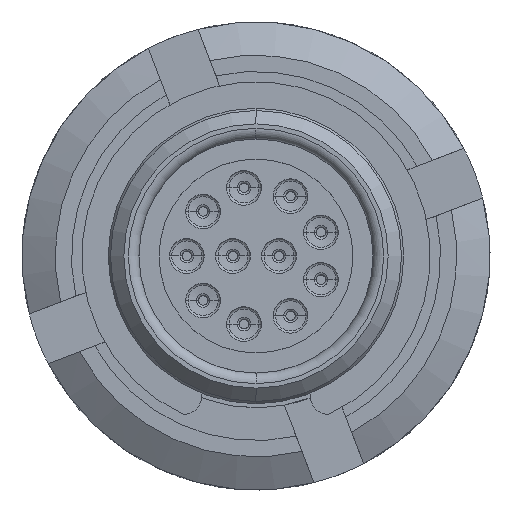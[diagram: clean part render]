
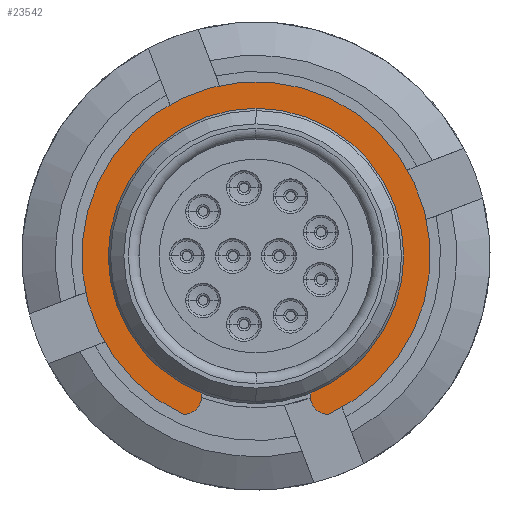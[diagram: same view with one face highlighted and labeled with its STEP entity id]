
A CAD part, left-side view. The second image highlights one B-rep face of the part: STEP entity #23542.
In plain terms, the highlighted planar face has unit normal (-1, 0, 0).
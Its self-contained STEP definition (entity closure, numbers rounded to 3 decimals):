
#587 = EDGE_CURVE ( 'NONE', #44862, #36648, #22621, .T. ) ;
#2184 = CIRCLE ( 'NONE', #9316, 0.688 ) ;
#4390 = CARTESIAN_POINT ( 'NONE',  ( 10.412, 2.731, -5.269 ) ) ;
#4892 = ORIENTED_EDGE ( 'NONE', *, *, #24183, .F. ) ;
#7741 = DIRECTION ( 'NONE',  ( 1., 0., 0. ) ) ;
#7987 = AXIS2_PLACEMENT_3D ( 'NONE', #29718, #7741, #33408 ) ;
#8067 = DIRECTION ( 'NONE',  ( 0., 0., -1. ) ) ;
#9175 = CARTESIAN_POINT ( 'NONE',  ( 10.412, -2.73, -4.582 ) ) ;
#9316 = AXIS2_PLACEMENT_3D ( 'NONE', #4390, #30064, #8067 ) ;
#10222 = ORIENTED_EDGE ( 'NONE', *, *, #587, .T. ) ;
#10550 = EDGE_LOOP ( 'NONE', ( #47079, #4892, #10222, #35239 ) ) ;
#10717 = DIRECTION ( 'NONE',  ( 1., 0., 0. ) ) ;
#12915 = DIRECTION ( 'NONE',  ( 1., 0., 0. ) ) ;
#14225 = PLANE ( 'NONE',  #28641 ) ;
#17107 = AXIS2_PLACEMENT_3D ( 'NONE', #17430, #43131, #21118 ) ;
#17234 = EDGE_CURVE ( 'NONE', #25634, #36648, #34615, .T. ) ;
#17430 = CARTESIAN_POINT ( 'NONE',  ( 10.412, 0., 0. ) ) ;
#21118 = DIRECTION ( 'NONE',  ( 0., 0., -1. ) ) ;
#21662 = CARTESIAN_POINT ( 'NONE',  ( 10.412, 2.731, -5.957 ) ) ;
#22621 = CIRCLE ( 'NONE', #17107, 5.334 ) ;
#23542 = ADVANCED_FACE ( 'NONE', ( #47165 ), #14225, .F. ) ;
#24183 = EDGE_CURVE ( 'NONE', #44862, #40071, #2184, .T. ) ;
#25634 = VERTEX_POINT ( 'NONE', #47053 ) ;
#27192 = CARTESIAN_POINT ( 'NONE',  ( 10.412, 2.731, -4.582 ) ) ;
#28641 = AXIS2_PLACEMENT_3D ( 'NONE', #32681, #10717, #36388 ) ;
#29718 = CARTESIAN_POINT ( 'NONE',  ( 10.412, 0., 0. ) ) ;
#30064 = DIRECTION ( 'NONE',  ( 1., 0., 0. ) ) ;
#32395 = AXIS2_PLACEMENT_3D ( 'NONE', #34886, #12915, #38600 ) ;
#32681 = CARTESIAN_POINT ( 'NONE',  ( 10.412, 0., 0. ) ) ;
#33408 = DIRECTION ( 'NONE',  ( 0., 0., -1. ) ) ;
#34615 = CIRCLE ( 'NONE', #32395, 0.688 ) ;
#34886 = CARTESIAN_POINT ( 'NONE',  ( 10.412, -2.73, -5.27 ) ) ;
#35239 = ORIENTED_EDGE ( 'NONE', *, *, #17234, .F. ) ;
#36388 = DIRECTION ( 'NONE',  ( 0., 0., -1. ) ) ;
#36648 = VERTEX_POINT ( 'NONE', #9175 ) ;
#38600 = DIRECTION ( 'NONE',  ( 0., 0., -1. ) ) ;
#40071 = VERTEX_POINT ( 'NONE', #21662 ) ;
#43131 = DIRECTION ( 'NONE',  ( 1., 0., 0. ) ) ;
#44025 = CIRCLE ( 'NONE', #7987, 6.553 ) ;
#44862 = VERTEX_POINT ( 'NONE', #27192 ) ;
#45222 = EDGE_CURVE ( 'NONE', #40071, #25634, #44025, .T. ) ;
#47053 = CARTESIAN_POINT ( 'NONE',  ( 10.412, -2.73, -5.957 ) ) ;
#47079 = ORIENTED_EDGE ( 'NONE', *, *, #45222, .F. ) ;
#47165 = FACE_OUTER_BOUND ( 'NONE', #10550, .T. ) ;
